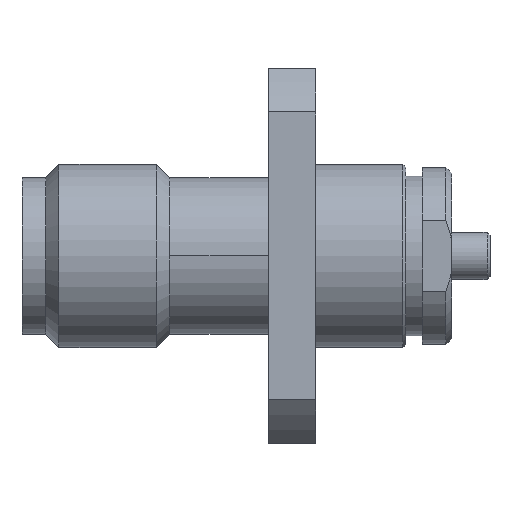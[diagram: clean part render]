
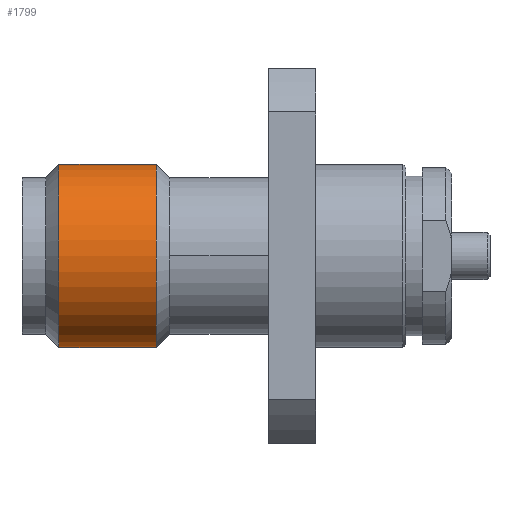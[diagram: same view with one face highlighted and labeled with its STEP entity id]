
A CAD part, top view. The second image highlights one B-rep face of the part: STEP entity #1799.
In plain terms, the highlighted cylindrical face has radius 3.1 mm (diameter 6.2 mm), a partial arc.
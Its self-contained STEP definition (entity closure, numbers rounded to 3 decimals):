
#52 = ORIENTED_EDGE ( 'NONE', *, *, #494, .T. ) ;
#106 = ORIENTED_EDGE ( 'NONE', *, *, #766, .T. ) ;
#193 = CARTESIAN_POINT ( 'NONE',  ( 4.1, 3.1, 0. ) ) ;
#301 = DIRECTION ( 'NONE',  ( -1., 0., 0. ) ) ;
#346 = EDGE_CURVE ( 'NONE', #585, #474, #2361, .T. ) ;
#474 = VERTEX_POINT ( 'NONE', #674 ) ;
#494 = EDGE_CURVE ( 'NONE', #2010, #2106, #1593, .T. ) ;
#585 = VERTEX_POINT ( 'NONE', #1464 ) ;
#659 = DIRECTION ( 'NONE',  ( 0., 1., 0. ) ) ;
#669 = ORIENTED_EDGE ( 'NONE', *, *, #346, .F. ) ;
#673 = VECTOR ( 'NONE', #301, 1000. ) ;
#674 = CARTESIAN_POINT ( 'NONE',  ( 0.8, -3.1, 0. ) ) ;
#705 = CIRCLE ( 'NONE', #1805, 3.1 ) ;
#729 = DIRECTION ( 'NONE',  ( 0., 1., 0. ) ) ;
#766 = EDGE_CURVE ( 'NONE', #2106, #474, #2074, .T. ) ;
#907 = CARTESIAN_POINT ( 'NONE',  ( 15.72, 0., 0. ) ) ;
#1069 = CARTESIAN_POINT ( 'NONE',  ( 4.1, -3.1, 0. ) ) ;
#1110 = CARTESIAN_POINT ( 'NONE',  ( 4.1, 3.1, 0. ) ) ;
#1116 = VECTOR ( 'NONE', #2183, 1000. ) ;
#1258 = CYLINDRICAL_SURFACE ( 'NONE', #2008, 3.1 ) ;
#1341 = ORIENTED_EDGE ( 'NONE', *, *, #2115, .F. ) ;
#1369 = DIRECTION ( 'NONE',  ( 1., 0., 0. ) ) ;
#1453 = DIRECTION ( 'NONE',  ( -1., 0., 0. ) ) ;
#1464 = CARTESIAN_POINT ( 'NONE',  ( 4.1, -3.1, 0. ) ) ;
#1593 = LINE ( 'NONE', #193, #1116 ) ;
#1662 = AXIS2_PLACEMENT_3D ( 'NONE', #1866, #2235, #659 ) ;
#1699 = EDGE_LOOP ( 'NONE', ( #106, #669, #1341, #52 ) ) ;
#1757 = DIRECTION ( 'NONE',  ( 0., 1., 0. ) ) ;
#1799 = ADVANCED_FACE ( 'NONE', ( #2015 ), #1258, .T. ) ;
#1805 = AXIS2_PLACEMENT_3D ( 'NONE', #2085, #1369, #1757 ) ;
#1866 = CARTESIAN_POINT ( 'NONE',  ( 0.8, 0., 0. ) ) ;
#2008 = AXIS2_PLACEMENT_3D ( 'NONE', #907, #1453, #729 ) ;
#2010 = VERTEX_POINT ( 'NONE', #1110 ) ;
#2015 = FACE_OUTER_BOUND ( 'NONE', #1699, .T. ) ;
#2074 = CIRCLE ( 'NONE', #1662, 3.1 ) ;
#2085 = CARTESIAN_POINT ( 'NONE',  ( 4.1, 0., 0. ) ) ;
#2106 = VERTEX_POINT ( 'NONE', #2324 ) ;
#2115 = EDGE_CURVE ( 'NONE', #2010, #585, #705, .T. ) ;
#2183 = DIRECTION ( 'NONE',  ( -1., 0., 0. ) ) ;
#2235 = DIRECTION ( 'NONE',  ( 1., 0., 0. ) ) ;
#2324 = CARTESIAN_POINT ( 'NONE',  ( 0.8, 3.1, 0. ) ) ;
#2361 = LINE ( 'NONE', #1069, #673 ) ;
